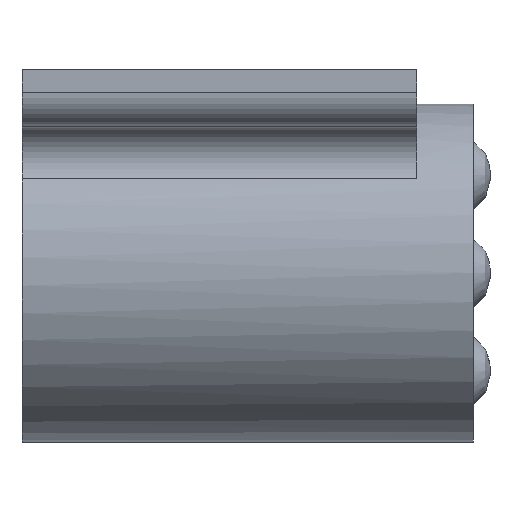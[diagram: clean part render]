
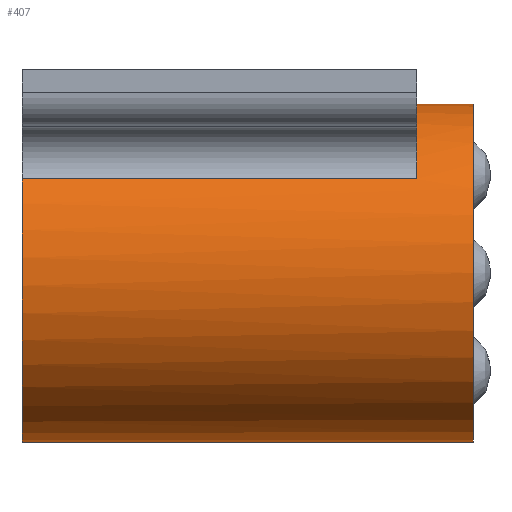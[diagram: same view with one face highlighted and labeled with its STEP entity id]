
A CAD part, top view. The second image highlights one B-rep face of the part: STEP entity #407.
In plain terms, the highlighted cylindrical face has radius 15 mm (diameter 30 mm), a full revolution.
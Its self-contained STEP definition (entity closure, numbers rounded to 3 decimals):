
#46=FACE_OUTER_BOUND('',#74,.T.);
#74=EDGE_LOOP('',(#289,#290,#291,#292,#293,#294,#295,#296));
#110=LINE('',#656,#133);
#112=LINE('',#664,#135);
#113=LINE('',#669,#136);
#133=VECTOR('',#519,10.);
#135=VECTOR('',#527,15.);
#136=VECTOR('',#532,10.);
#158=CIRCLE('',#461,15.);
#159=CIRCLE('',#462,15.);
#160=CIRCLE('',#463,15.);
#161=CIRCLE('',#464,15.);
#191=VERTEX_POINT('',#653);
#192=VERTEX_POINT('',#655);
#194=VERTEX_POINT('',#661);
#195=VERTEX_POINT('',#663);
#196=VERTEX_POINT('',#666);
#197=VERTEX_POINT('',#668);
#229=EDGE_CURVE('',#191,#192,#110,.T.);
#232=EDGE_CURVE('',#194,#194,#158,.T.);
#233=EDGE_CURVE('',#194,#195,#112,.T.);
#234=EDGE_CURVE('',#195,#192,#159,.T.);
#235=EDGE_CURVE('',#191,#196,#160,.T.);
#236=EDGE_CURVE('',#197,#196,#113,.T.);
#237=EDGE_CURVE('',#197,#195,#161,.T.);
#289=ORIENTED_EDGE('',*,*,#232,.F.);
#290=ORIENTED_EDGE('',*,*,#233,.T.);
#291=ORIENTED_EDGE('',*,*,#234,.T.);
#292=ORIENTED_EDGE('',*,*,#229,.F.);
#293=ORIENTED_EDGE('',*,*,#235,.T.);
#294=ORIENTED_EDGE('',*,*,#236,.F.);
#295=ORIENTED_EDGE('',*,*,#237,.T.);
#296=ORIENTED_EDGE('',*,*,#233,.F.);
#400=CYLINDRICAL_SURFACE('',#460,15.);
#407=ADVANCED_FACE('',(#46),#400,.T.);
#460=AXIS2_PLACEMENT_3D('',#660,#523,#524);
#461=AXIS2_PLACEMENT_3D('',#662,#525,#526);
#462=AXIS2_PLACEMENT_3D('',#665,#528,#529);
#463=AXIS2_PLACEMENT_3D('',#667,#530,#531);
#464=AXIS2_PLACEMENT_3D('',#670,#533,#534);
#519=DIRECTION('',(-1.,0.,0.));
#523=DIRECTION('center_axis',(1.,0.,0.));
#524=DIRECTION('ref_axis',(0.,1.,0.));
#525=DIRECTION('center_axis',(1.,0.,0.));
#526=DIRECTION('ref_axis',(0.,0.,-1.));
#527=DIRECTION('',(-1.,0.,0.));
#528=DIRECTION('center_axis',(1.,0.,0.));
#529=DIRECTION('ref_axis',(0.,0.,-1.));
#530=DIRECTION('center_axis',(1.,0.,0.));
#531=DIRECTION('ref_axis',(0.,1.,0.));
#532=DIRECTION('',(1.,0.,0.));
#533=DIRECTION('center_axis',(1.,0.,0.));
#534=DIRECTION('ref_axis',(0.,0.,-1.));
#653=CARTESIAN_POINT('',(35.,4.083,-12.472));
#655=CARTESIAN_POINT('',(0.,4.083,-12.472));
#656=CARTESIAN_POINT('',(20.,4.083,-12.472));
#660=CARTESIAN_POINT('Origin',(20.,-4.25,0.));
#661=CARTESIAN_POINT('',(40.,-19.25,0.));
#662=CARTESIAN_POINT('Origin',(40.,-4.25,0.));
#663=CARTESIAN_POINT('',(0.,-19.25,0.));
#664=CARTESIAN_POINT('',(20.,-19.25,0.));
#665=CARTESIAN_POINT('Origin',(0.,-4.25,0.));
#666=CARTESIAN_POINT('',(35.,4.083,12.472));
#667=CARTESIAN_POINT('Origin',(35.,-4.25,0.));
#668=CARTESIAN_POINT('',(0.,4.083,12.472));
#669=CARTESIAN_POINT('',(20.,4.083,12.472));
#670=CARTESIAN_POINT('Origin',(0.,-4.25,0.));
